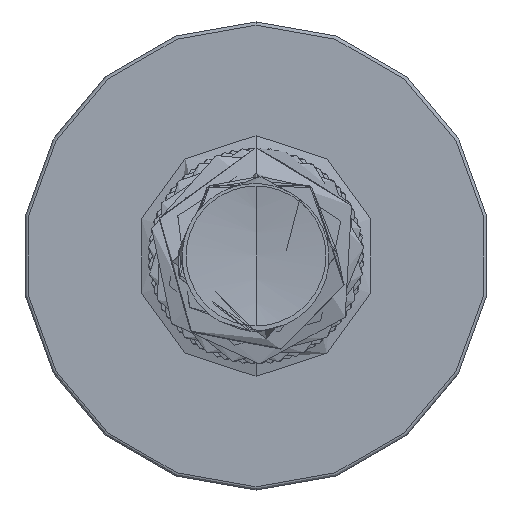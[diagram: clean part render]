
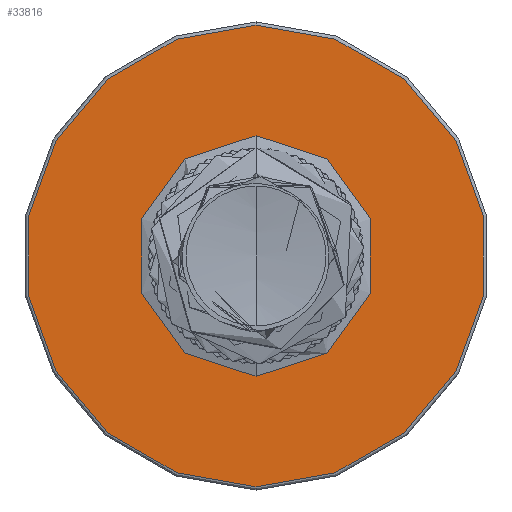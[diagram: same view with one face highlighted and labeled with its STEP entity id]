
A CAD part, front view. The second image highlights one B-rep face of the part: STEP entity #33816.
In plain terms, the highlighted planar face has unit normal (0, -1, 0).
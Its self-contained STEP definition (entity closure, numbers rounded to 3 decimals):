
#2155 = EDGE_LOOP ( 'NONE', ( #21281, #11173 ) ) ;
#6660 = DIRECTION ( 'NONE',  ( 0., 1., 0. ) ) ;
#7478 = PLANE ( 'NONE',  #9864 ) ;
#7580 = AXIS2_PLACEMENT_3D ( 'NONE', #30816, #12835, #33850 ) ;
#8791 = ORIENTED_EDGE ( 'NONE', *, *, #10536, .F. ) ;
#9864 = AXIS2_PLACEMENT_3D ( 'NONE', #19366, #34479, #16467 ) ;
#9984 = DIRECTION ( 'NONE',  ( 0., 1., 0. ) ) ;
#10536 = EDGE_CURVE ( 'NONE', #13612, #33524, #25605, .T. ) ;
#10934 = FACE_BOUND ( 'NONE', #2155, .T. ) ;
#11173 = ORIENTED_EDGE ( 'NONE', *, *, #38339, .T. ) ;
#11282 = VERTEX_POINT ( 'NONE', #38627 ) ;
#12040 = DIRECTION ( 'NONE',  ( 0., 1., 0. ) ) ;
#12835 = DIRECTION ( 'NONE',  ( 0., 1., 0. ) ) ;
#13612 = VERTEX_POINT ( 'NONE', #34318 ) ;
#13785 = CIRCLE ( 'NONE', #7580, 3.205 ) ;
#16467 = DIRECTION ( 'NONE',  ( 0., 0., 1. ) ) ;
#16485 = AXIS2_PLACEMENT_3D ( 'NONE', #30017, #12040, #33038 ) ;
#19366 = CARTESIAN_POINT ( 'NONE',  ( 0., 14., -1.67 ) ) ;
#21281 = ORIENTED_EDGE ( 'NONE', *, *, #32155, .T. ) ;
#23996 = EDGE_CURVE ( 'NONE', #33524, #13612, #13785, .T. ) ;
#24601 = CARTESIAN_POINT ( 'NONE',  ( 0., 14., 0. ) ) ;
#25605 = CIRCLE ( 'NONE', #16485, 3.205 ) ;
#25690 = CIRCLE ( 'NONE', #37836, 1.67 ) ;
#26904 = FACE_OUTER_BOUND ( 'NONE', #32619, .T. ) ;
#27618 = DIRECTION ( 'NONE',  ( 0., 0., 1. ) ) ;
#27968 = CARTESIAN_POINT ( 'NONE',  ( 0., 14., 0. ) ) ;
#28044 = CARTESIAN_POINT ( 'NONE',  ( 0., 14., 3.205 ) ) ;
#28933 = ORIENTED_EDGE ( 'NONE', *, *, #23996, .F. ) ;
#30017 = CARTESIAN_POINT ( 'NONE',  ( 0., 14., 0. ) ) ;
#30816 = CARTESIAN_POINT ( 'NONE',  ( 0., 14., 0. ) ) ;
#30972 = DIRECTION ( 'NONE',  ( 0., 0., 1. ) ) ;
#32155 = EDGE_CURVE ( 'NONE', #11282, #32708, #35390, .T. ) ;
#32283 = CARTESIAN_POINT ( 'NONE',  ( 0., 14., -1.67 ) ) ;
#32619 = EDGE_LOOP ( 'NONE', ( #28933, #8791 ) ) ;
#32708 = VERTEX_POINT ( 'NONE', #32283 ) ;
#33038 = DIRECTION ( 'NONE',  ( 0., 0., 1. ) ) ;
#33524 = VERTEX_POINT ( 'NONE', #28044 ) ;
#33816 = ADVANCED_FACE ( 'NONE', ( #26904, #10934 ), #7478, .F. ) ;
#33850 = DIRECTION ( 'NONE',  ( 0., 0., 1. ) ) ;
#34243 = AXIS2_PLACEMENT_3D ( 'NONE', #27968, #9984, #30972 ) ;
#34318 = CARTESIAN_POINT ( 'NONE',  ( 0., 14., -3.205 ) ) ;
#34479 = DIRECTION ( 'NONE',  ( 0., 1., 0. ) ) ;
#35390 = CIRCLE ( 'NONE', #34243, 1.67 ) ;
#37836 = AXIS2_PLACEMENT_3D ( 'NONE', #24601, #6660, #27618 ) ;
#38339 = EDGE_CURVE ( 'NONE', #32708, #11282, #25690, .T. ) ;
#38627 = CARTESIAN_POINT ( 'NONE',  ( 0., 14., 1.67 ) ) ;
